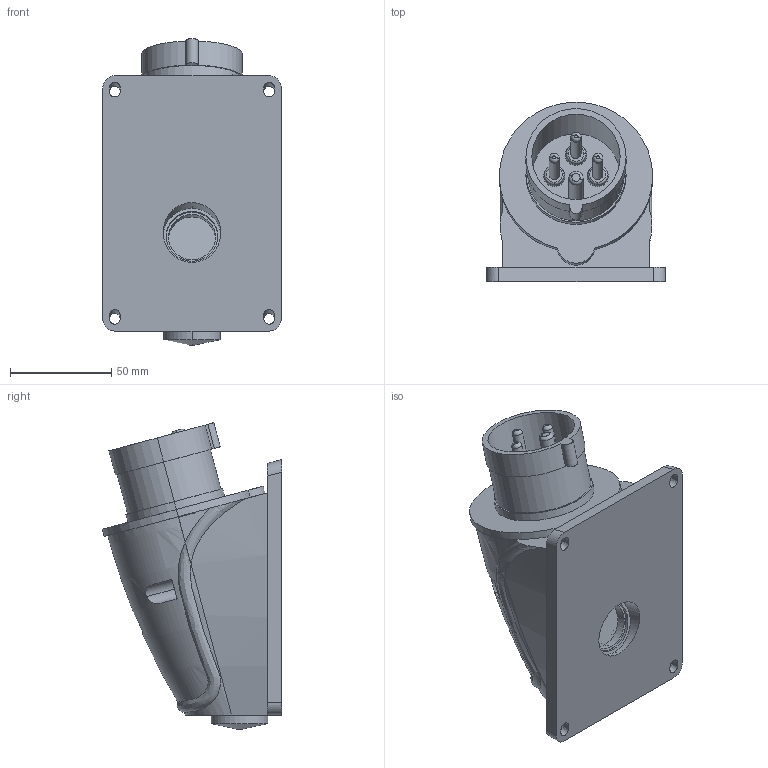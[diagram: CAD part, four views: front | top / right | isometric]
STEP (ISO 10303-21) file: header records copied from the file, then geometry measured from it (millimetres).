
FILE_DESCRIPTION (( 'STEP AP214' ), '1' );
FILE_NAME ('PSN52-016-4 Âèëêà ñòàöèîíàðíàÿ ÑÑÈ-514 16À-6÷_380-415Â 3Ð+ÐÅ IP44 MAGNUM ÈÝÊ.STEP', '2017-02-02T12:30:21', ( '' ), ( '' ), 'SwSTEP 2.0', 'SolidWorks 2014', '' );
FILE_SCHEMA (( 'AUTOMOTIVE_DESIGN' ));
Length unit declared in the file: millimetre
Products named in the file (1): PSN52-016-4 Âèëêà ñòàöèîíàðíàÿ ÑÑÈ-514 16À-6÷_380-415Â 3Ð+ÐÅ IP44 MAGNUM ÈÝÊ
Bounding box: 88 x 88.42 x 151.06 mm (x, y, z)
Volume: 212270.4 mm3; surface area: 101288.9 mm2
Topology: 11 solids, 12 shells, 639 faces, 1620 edges, 1058 vertices
Faces by surface type: plane 337, cylinder 210, bspline 55, cone 20, torus 17
Entity records: 26823 total; most frequent: CARTESIAN_POINT 11589, ORIENTED_EDGE 3220, DIRECTION 2973, EDGE_CURVE 1610, VERTEX_POINT 1058, AXIS2_PLACEMENT_3D 1038, LINE 897, VECTOR 897
